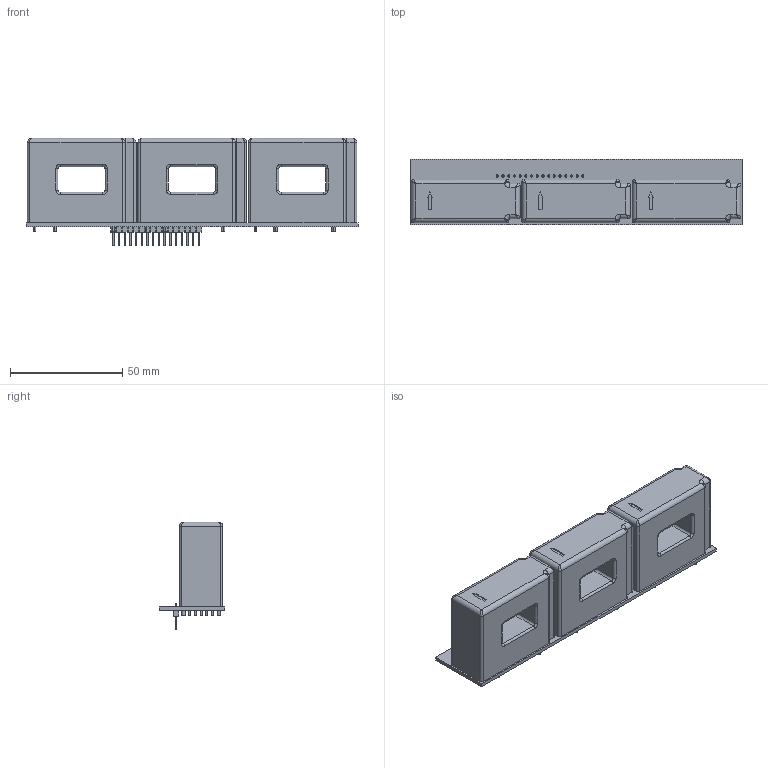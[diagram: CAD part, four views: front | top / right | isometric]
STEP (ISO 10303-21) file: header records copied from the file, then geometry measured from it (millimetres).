
FILE_DESCRIPTION(('KiCad electronic assembly'),'2;1');
FILE_NAME('INV_PhaseIsense.step','2025-02-19T04:42:35',('Pcbnew'),( 'Kicad'),'Open CASCADE STEP processor 7.8','KiCad to STEP converter' ,'Unknown');
FILE_SCHEMA(('AUTOMOTIVE_DESIGN { 1 0 10303 214 1 1 1 1 }'));
Length unit declared in the file: millimetre
Products named in the file (6): INV_PhaseIsense 1; LZSR 80-P; PinHeader_1x16_P2.54mm_Vertical; PinHeader_1x16_P254mm_Vertical; INV_PhaseIsense_PCB
Assembly tree (7 placements, depth 3):
  INV_PhaseIsense 1
    LZSR 80-P  x3
      LZSR 80-P
    PinHeader_1x16_P2.54mm_Vertical
      PinHeader_1x16_P254mm_Vertical
    INV_PhaseIsense_PCB
Bounding box: 148 x 29 x 47.99 mm (x, y, z)
Volume: 96922.9 mm3; surface area: 32826 mm2
Topology: 32 solids, 32 shells, 749 faces, 1720 edges, 1052 vertices
Faces by surface type: plane 514, cylinder 181, torus 30, bspline 24
Full cylindrical faces by diameter (mm): 1 x31, 2 x12
Entity records: 18516 total; most frequent: CARTESIAN_POINT 2943, ORIENTED_EDGE 2568, DIRECTION 2528, EDGE_CURVE 1284, LINE 1090, VECTOR 1090, VERTEX_POINT 800, AXIS2_PLACEMENT_3D 719
